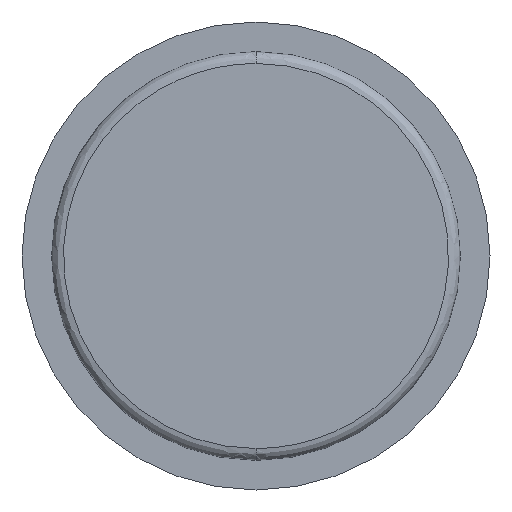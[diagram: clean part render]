
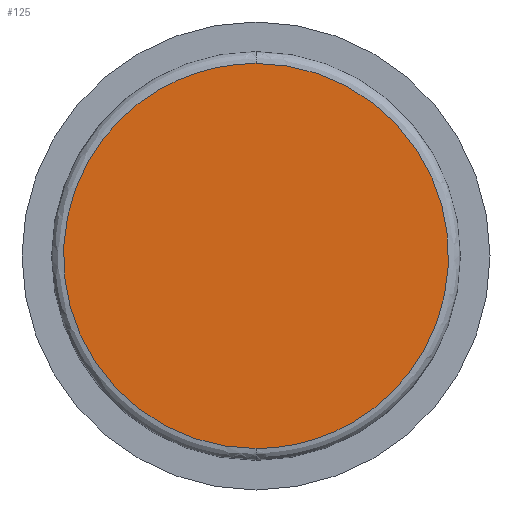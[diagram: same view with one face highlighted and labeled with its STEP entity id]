
A CAD part, front view. The second image highlights one B-rep face of the part: STEP entity #125.
In plain terms, the highlighted planar face has unit normal (0, -1, 0).
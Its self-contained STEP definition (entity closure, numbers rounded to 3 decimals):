
#5 = CARTESIAN_POINT ( 'NONE',  ( 65., -2., 32.5 ) ) ;
#125 = ADVANCED_FACE ( 'NONE', ( #548 ), #264, .T. ) ;
#209 = CARTESIAN_POINT ( 'NONE',  ( 0., -2., 32.5 ) ) ;
#220 = CARTESIAN_POINT ( 'NONE',  ( 65., -2., -32.5 ) ) ;
#226 = VERTEX_POINT ( 'NONE', #209 ) ;
#230 =( BOUNDED_CURVE ( )  B_SPLINE_CURVE ( 3, ( #623, #5, #220, #677 ),
 .UNSPECIFIED., .F., .T. ) 
 B_SPLINE_CURVE_WITH_KNOTS ( ( 4, 4 ),
 ( 0.25, 0.75 ),
 .UNSPECIFIED. ) 
 CURVE ( )  GEOMETRIC_REPRESENTATION_ITEM ( )  RATIONAL_B_SPLINE_CURVE ( ( 1., 0.333, 0.333, 1. ) ) 
 REPRESENTATION_ITEM ( '' )  );
#244 =( BOUNDED_CURVE ( )  B_SPLINE_CURVE ( 3, ( #271, #532, #854, #587 ),
 .UNSPECIFIED., .F., .T. ) 
 B_SPLINE_CURVE_WITH_KNOTS ( ( 4, 4 ),
 ( 0.75, 1.25 ),
 .UNSPECIFIED. ) 
 CURVE ( )  GEOMETRIC_REPRESENTATION_ITEM ( )  RATIONAL_B_SPLINE_CURVE ( ( 1., 0.333, 0.333, 1. ) ) 
 REPRESENTATION_ITEM ( '' )  );
#261 = EDGE_CURVE ( 'NONE', #226, #558, #230, .T. ) ;
#264 = PLANE ( 'NONE',  #825 ) ;
#271 = CARTESIAN_POINT ( 'NONE',  ( 0., -2., -32.5 ) ) ;
#392 = DIRECTION ( 'NONE',  ( 0., 0., -1. ) ) ;
#498 = EDGE_LOOP ( 'NONE', ( #559, #834 ) ) ;
#509 = EDGE_CURVE ( 'NONE', #558, #226, #244, .T. ) ;
#522 = DIRECTION ( 'NONE',  ( 0., -1., 0. ) ) ;
#532 = CARTESIAN_POINT ( 'NONE',  ( -65., -2., -32.5 ) ) ;
#548 = FACE_OUTER_BOUND ( 'NONE', #498, .T. ) ;
#558 = VERTEX_POINT ( 'NONE', #741 ) ;
#559 = ORIENTED_EDGE ( 'NONE', *, *, #509, .F. ) ;
#587 = CARTESIAN_POINT ( 'NONE',  ( 0., -2., 32.5 ) ) ;
#623 = CARTESIAN_POINT ( 'NONE',  ( 0., -2., 32.5 ) ) ;
#677 = CARTESIAN_POINT ( 'NONE',  ( 0., -2., -32.5 ) ) ;
#741 = CARTESIAN_POINT ( 'NONE',  ( 0., -2., -32.5 ) ) ;
#789 = CARTESIAN_POINT ( 'NONE',  ( -16.25, -2., 0. ) ) ;
#825 = AXIS2_PLACEMENT_3D ( 'NONE', #789, #522, #392 ) ;
#834 = ORIENTED_EDGE ( 'NONE', *, *, #261, .F. ) ;
#854 = CARTESIAN_POINT ( 'NONE',  ( -65., -2., 32.5 ) ) ;
